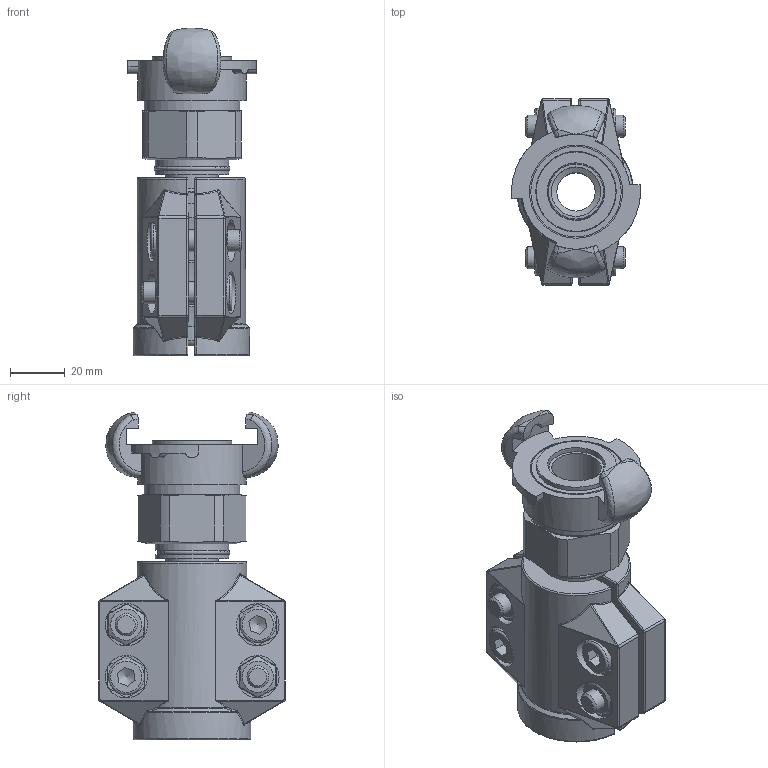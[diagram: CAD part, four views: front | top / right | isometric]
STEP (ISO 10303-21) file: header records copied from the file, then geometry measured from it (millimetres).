
FILE_DESCRIPTION(/* description */ (''),/* implementation_level */ '2;1');
FILE_NAME(/* name */ 'eks_19_ksm.stp',/* time_stamp */ '2022-09-17T15:00:52+02:00',/* author */ ('meier'),/* organization */ (''),/* preprocessor_version */ 'ST-DEVELOPER v18.1',/* originating_system */ 'Autodesk Inventor 2022',/* authorisation */ '0 mm^3');
FILE_SCHEMA (('AUTOMOTIVE_DESIGN { 1 0 10303 214 3 1 1 }'));
Length unit declared in the file: millimetre
Products named in the file (1): 20070921G0000010-00
Bounding box: 47 x 68.03 x 119.53 mm (x, y, z)
Volume: 116256.2 mm3; surface area: 61356.9 mm2
Topology: 1 solids, 2 shells, 835 faces, 1962 edges, 1160 vertices
Faces by surface type: plane 273, bspline 236, cylinder 180, torus 62, cone 56, sphere 28
Full cylindrical faces by diameter (mm): 8 x8, 9.5 x8, 13 x4, 14 x1, 15.473 x8, 18 x1, 19 x2, 20.7 x1, 21 x2, 25 x1, 26.8 x3, 27 x1, 28.8 x1, 29 x3, 30 x1, 31 x1, 33 x1, 33.376 x1, 34 x1, 35 x1, 35.2 x1, 39.5 x1
Entity records: 32030 total; most frequent: CARTESIAN_POINT 13611, ORIENTED_EDGE 3878, DIRECTION 3267, EDGE_CURVE 1939, AXIS2_PLACEMENT_3D 1351, VERTEX_POINT 1160, EDGE_LOOP 901, STYLED_ITEM 836
